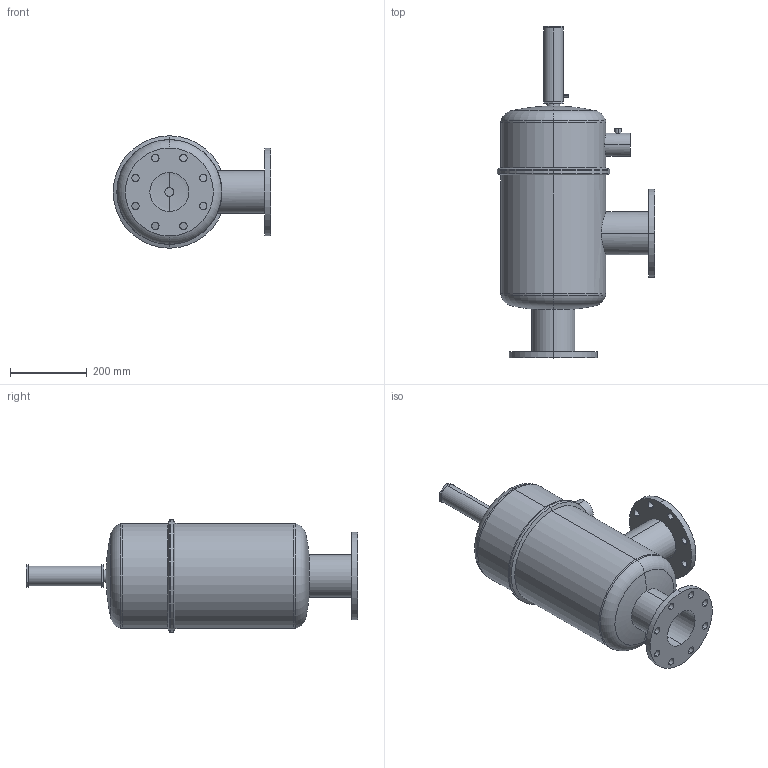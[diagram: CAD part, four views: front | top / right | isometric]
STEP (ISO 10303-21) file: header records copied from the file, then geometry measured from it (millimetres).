
FILE_DESCRIPTION (( 'STEP AP203' ), '1' );
FILE_NAME ('B4-90.STEP', '2020-07-16T20:02:40', ( '' ), ( '' ), 'SwSTEP 2.0', 'SolidWorks 2017', '' );
FILE_SCHEMA (( 'CONFIG_CONTROL_DESIGN' ));
Length unit declared in the file: inch
Products named in the file (1): B4-90
Bounding box: 409.7 x 862.62 x 292.1 mm (x, y, z)
Volume: 4275716.2 mm3; surface area: 1427966.3 mm2
Topology: 5 solids, 5 shells, 140 faces, 326 edges, 202 vertices
Faces by surface type: cylinder 80, plane 28, torus 24, cone 8
Entity records: 4947 total; most frequent: CARTESIAN_POINT 1453, DIRECTION 778, ORIENTED_EDGE 652, AXIS2_PLACEMENT_3D 327, EDGE_CURVE 326, VERTEX_POINT 202, EDGE_LOOP 194, CIRCLE 186
